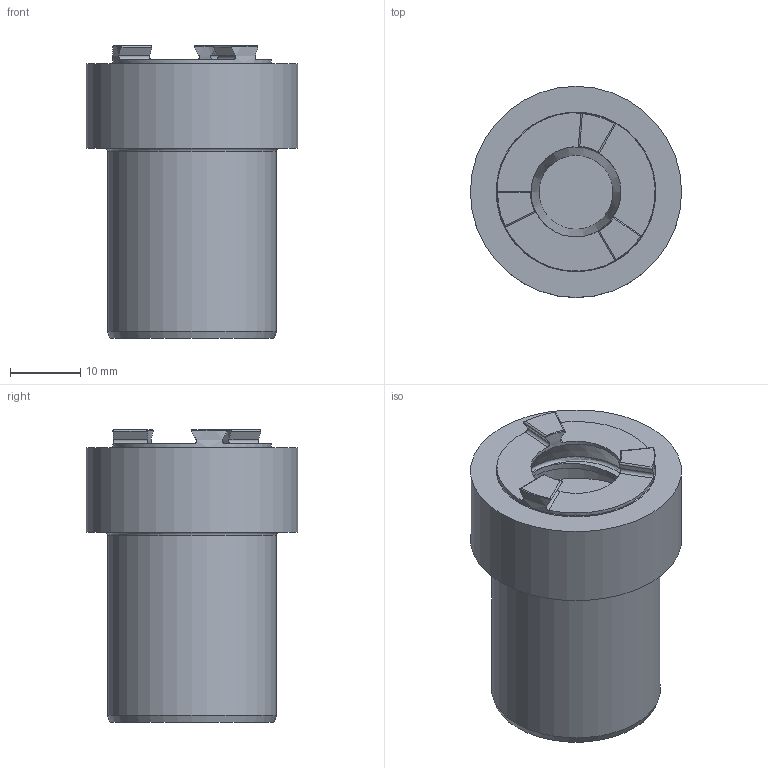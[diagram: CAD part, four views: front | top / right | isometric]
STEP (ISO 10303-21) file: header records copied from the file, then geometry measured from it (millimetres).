
FILE_DESCRIPTION(/* description */ (''),/* implementation_level */ '2;1');
FILE_NAME(/* name */ 'W9990703_stp.stp',/* time_stamp */ '2012-11-07T15:24:36+01:00',/* author */ (''),/* organization */ (''),/* preprocessor_version */ 'ST-DEVELOPER v11',/* originating_system */ 'SIEMENS PLM Software NX 7.5',/* authorisation */ '');
FILE_SCHEMA (('AUTOMOTIVE_DESIGN { 1 0 10303 214 1 1 1 1 }'));
Length unit declared in the file: millimetre
Products named in the file (1): reic5E163v39
Bounding box: 30 x 30 x 41.6 mm (x, y, z)
Volume: 14463.8 mm3; surface area: 6906.1 mm2
Topology: 1 solids, 1 shells, 56 faces, 145 edges, 95 vertices
Faces by surface type: plane 22, cylinder 21, cone 11, torus 2
Full cylindrical faces by diameter (mm): 10.5 x1, 12.8 x1, 22.5 x1, 23 x1, 24 x1, 24.6 x1, 30 x1
Entity records: 2038 total; most frequent: CARTESIAN_POINT 771, DIRECTION 256, ORIENTED_EDGE 246, EDGE_CURVE 123, AXIS2_PLACEMENT_3D 112, VERTEX_POINT 87, EDGE_LOOP 74, ADVANCED_FACE 56
